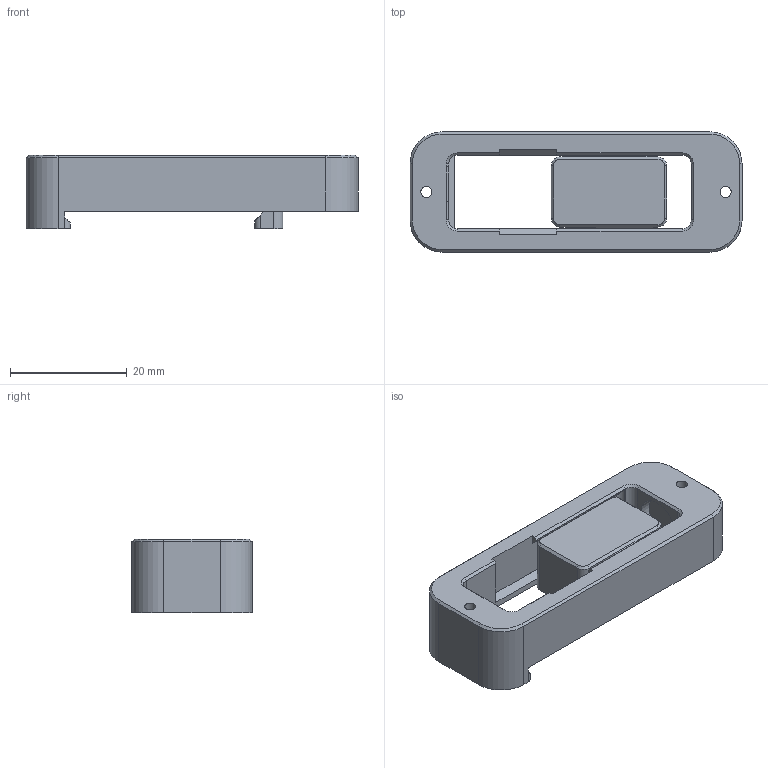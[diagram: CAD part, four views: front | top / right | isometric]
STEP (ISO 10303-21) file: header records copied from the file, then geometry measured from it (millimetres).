
FILE_DESCRIPTION(/* description */ (''),/* implementation_level */ '2;1');
FILE_NAME(/* name */ 'BEEFY Din (standard).step',/* time_stamp */ '2022-09-05T19:38:47-05:00',/* author */ (''),/* organization */ (''),/* preprocessor_version */ 'ST-DEVELOPER v19',/* originating_system */ 'Autodesk Translation Framework v11.7.0.108',/* authorisation */ '');
FILE_SCHEMA (('AUTOMOTIVE_DESIGN { 1 0 10303 214 3 1 1 }'));
Length unit declared in the file: millimetre
Products named in the file (1): VORON2_v2.4_Assembly_DIN Bracket
Bounding box: 56.9 x 20.6 x 12.6 mm (x, y, z)
Volume: 7619.3 mm3; surface area: 5550.6 mm2
Topology: 2 solids, 2 shells, 100 faces, 255 edges, 160 vertices
Faces by surface type: plane 62, cylinder 26, cone 12
Full cylindrical faces by diameter (mm): 1.9 x2, 8 x2
Entity records: 3034 total; most frequent: DIRECTION 521, CARTESIAN_POINT 516, ORIENTED_EDGE 510, EDGE_CURVE 255, LINE 191, VECTOR 191, AXIS2_PLACEMENT_3D 165, VERTEX_POINT 160
